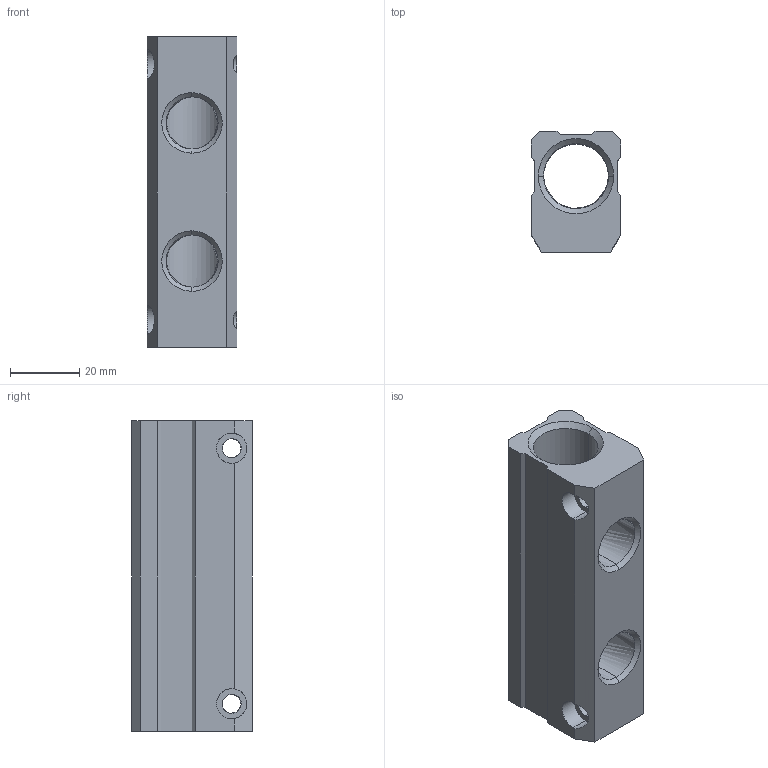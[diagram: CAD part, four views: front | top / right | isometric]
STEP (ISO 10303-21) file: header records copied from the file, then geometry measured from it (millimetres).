
FILE_DESCRIPTION (( 'STEP AP214' ), '1' );
FILE_NAME ('DRF.2F04.2F03.STEP', '2018-09-05T10:22:33', ( '' ), ( '' ), 'SwSTEP 2.0', 'SolidWorks 2018', '' );
FILE_SCHEMA (( 'AUTOMOTIVE_DESIGN' ));
Length unit declared in the file: millimetre
Products named in the file (1): DRF.2F04.2F03
Bounding box: 26 x 35 x 90 mm (x, y, z)
Volume: 45669.5 mm3; surface area: 18323.2 mm2
Topology: 1 solids, 1 shells, 50 faces, 138 edges, 88 vertices
Faces by surface type: bspline 50
Entity records: 2974 total; most frequent: CARTESIAN_POINT 2129, ORIENTED_EDGE 276, EDGE_CURVE 138, B_SPLINE_CURVE_WITH_KNOTS 112, VERTEX_POINT 88, EDGE_LOOP 58, FACE_OUTER_BOUND 50, ADVANCED_FACE 50
